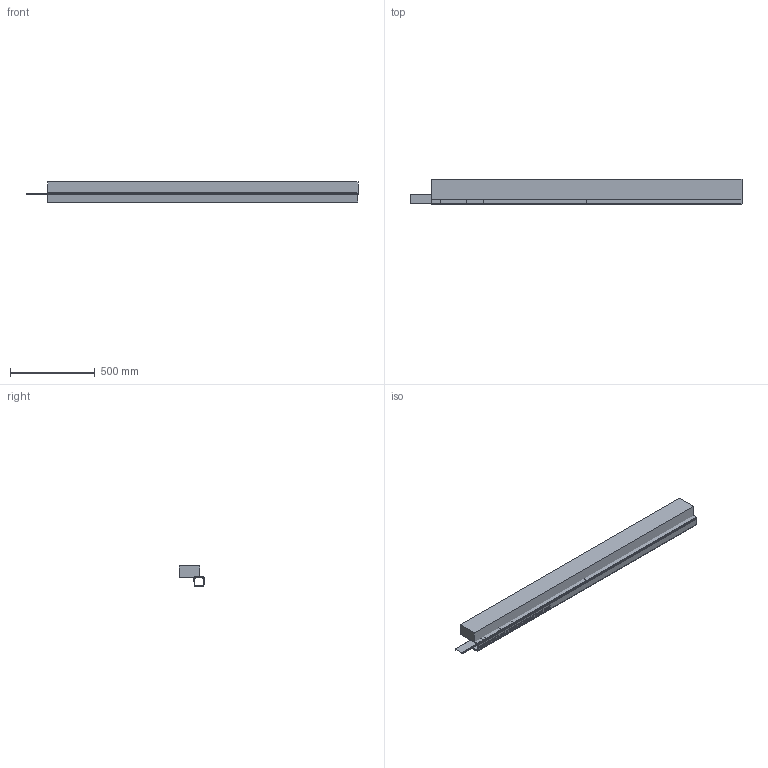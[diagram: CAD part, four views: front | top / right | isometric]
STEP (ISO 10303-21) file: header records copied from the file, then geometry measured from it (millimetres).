
FILE_DESCRIPTION(/* description */ (''),/* implementation_level */ '2;1');
FILE_NAME(/* name */ 'F2x2_WEB.stp',/* time_stamp */ '2013-06-19T14:14:00-05:00',/* author */ (''),/* organization */ (''),/* preprocessor_version */ 'ST-DEVELOPER v11',/* originating_system */ 'SIEMENS PLM Software NX 7.5',/* authorisation */ '');
FILE_SCHEMA (('CONFIG_CONTROL_DESIGN'));
Products named in the file (14): D11000GV_00; D11000GU_00; D11000SX_00; D11000TK_00; D11000TI_00; D11000US_00; D11000TM_00; D11000GK_00; D11000GG_00; D11000GX_00; D11000FZ_01_8IN; D11000SV_00; D11000FZ_01; D11000CJ_04
Assembly tree (14 placements, depth 4):
  D11000CJ_04
    D11000FZ_01
      D11000GK_00
      D11000SV_00
        D11000TM_00
        D11000US_00
        D11000TI_00
        D11000TK_00
        D11000SX_00
        D11000GU_00
        D11000GV_00
    D11000FZ_01_8IN  x2
    D11000GX_00
    D11000GG_00
Bounding box: 1958.31 x 147.75 x 119.58 mm (x, y, z)
Volume: 16685353.2 mm3; surface area: 2367908.5 mm2
Topology: 13 solids, 13 shells, 10404 faces, 31134 edges, 20756 vertices
Faces by surface type: cylinder 5951, plane 4453
Entity records: 369974 total; most frequent: CARTESIAN_POINT 83857, ORIENTED_EDGE 62028, DIRECTION 59860, EDGE_CURVE 31014, AXIS2_PLACEMENT_3D 21699, VERTEX_POINT 20676, LINE 16462, VECTOR 16462
